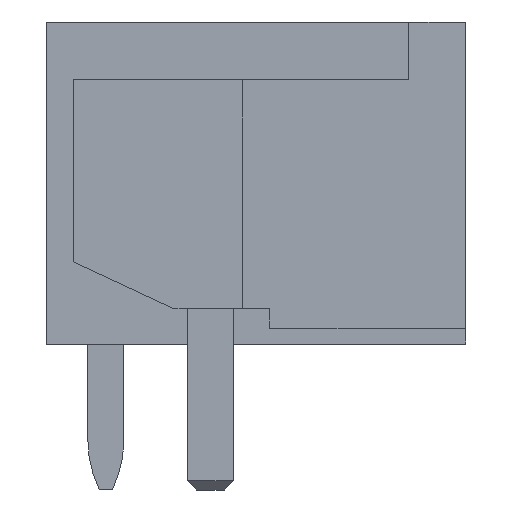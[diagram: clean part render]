
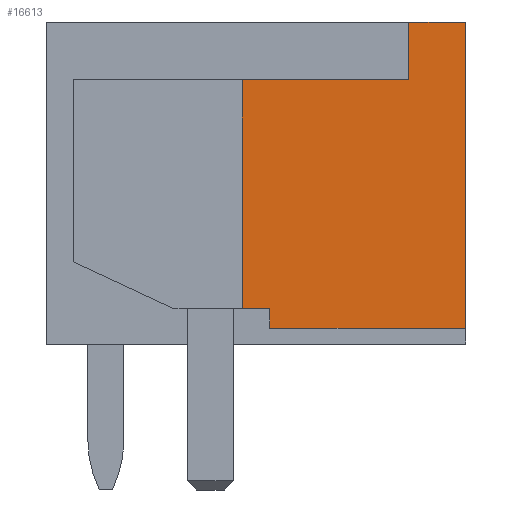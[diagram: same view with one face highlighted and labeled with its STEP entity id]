
A CAD part, left-side view. The second image highlights one B-rep face of the part: STEP entity #16613.
In plain terms, the highlighted planar face has unit normal (-1, 0, 0).
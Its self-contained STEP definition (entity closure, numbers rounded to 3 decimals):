
#16582=AXIS2_PLACEMENT_3D('Plane Axis2P3D',#16579,#16580,#16581) ;
#712=CARTESIAN_POINT('Vertex',(0.,0.,10.27)) ;
#715=CARTESIAN_POINT('Line Origine',(0.,0.,6.91)) ;
#719=CARTESIAN_POINT('Vertex',(0.,0.,3.55)) ;
#2380=CARTESIAN_POINT('Vertex',(0.,1.25,10.27)) ;
#2383=CARTESIAN_POINT('Line Origine',(0.,0.625,10.27)) ;
#16516=CARTESIAN_POINT('Vertex',(0.,4.3,3.55)) ;
#16519=CARTESIAN_POINT('Line Origine',(0.,4.3,3.765)) ;
#16523=CARTESIAN_POINT('Vertex',(0.,4.3,3.98)) ;
#16543=CARTESIAN_POINT('Line Origine',(0.,2.15,3.55)) ;
#16564=CARTESIAN_POINT('Vertex',(0.,1.25,9.)) ;
#16567=CARTESIAN_POINT('Line Origine',(0.,1.25,9.635)) ;
#16579=CARTESIAN_POINT('Axis2P3D Location',(0.,0.,0.)) ;
#16584=CARTESIAN_POINT('Line Origine',(0.,4.6,3.98)) ;
#16588=CARTESIAN_POINT('Vertex',(0.,4.9,3.98)) ;
#16591=CARTESIAN_POINT('Line Origine',(0.,3.075,9.)) ;
#16595=CARTESIAN_POINT('Vertex',(0.,4.9,9.)) ;
#16598=CARTESIAN_POINT('Line Origine',(0.,4.9,6.49)) ;
#716=DIRECTION('Vector Direction',(0.,0.,-1.)) ;
#2384=DIRECTION('Vector Direction',(0.,-1.,0.)) ;
#16520=DIRECTION('Vector Direction',(0.,0.,1.)) ;
#16544=DIRECTION('Vector Direction',(0.,1.,0.)) ;
#16568=DIRECTION('Vector Direction',(0.,0.,1.)) ;
#16580=DIRECTION('Axis2P3D Direction',(-1.,0.,0.)) ;
#16581=DIRECTION('Axis2P3D XDirection',(0.,-1.,0.)) ;
#16585=DIRECTION('Vector Direction',(0.,1.,0.)) ;
#16592=DIRECTION('Vector Direction',(0.,-1.,0.)) ;
#16599=DIRECTION('Vector Direction',(0.,0.,-1.)) ;
#717=VECTOR('Line Direction',#716,1.) ;
#2385=VECTOR('Line Direction',#2384,1.) ;
#16521=VECTOR('Line Direction',#16520,1.) ;
#16545=VECTOR('Line Direction',#16544,1.) ;
#16569=VECTOR('Line Direction',#16568,1.) ;
#16586=VECTOR('Line Direction',#16585,1.) ;
#16593=VECTOR('Line Direction',#16592,1.) ;
#16600=VECTOR('Line Direction',#16599,1.) ;
#16604=ORIENTED_EDGE('',*,*,#16590,.T.) ;
#16605=ORIENTED_EDGE('',*,*,#16525,.T.) ;
#16606=ORIENTED_EDGE('',*,*,#16547,.T.) ;
#16607=ORIENTED_EDGE('',*,*,#721,.T.) ;
#16608=ORIENTED_EDGE('',*,*,#2387,.T.) ;
#16609=ORIENTED_EDGE('',*,*,#16571,.T.) ;
#16610=ORIENTED_EDGE('',*,*,#16597,.T.) ;
#16611=ORIENTED_EDGE('',*,*,#16602,.T.) ;
#16613=ADVANCED_FACE('HOUSING',(#16612),#16583,.T.) ;
#721=EDGE_CURVE('',#720,#713,#718,.F.) ;
#2387=EDGE_CURVE('',#713,#2381,#2386,.F.) ;
#16525=EDGE_CURVE('',#16524,#16517,#16522,.F.) ;
#16547=EDGE_CURVE('',#16517,#720,#16546,.F.) ;
#16571=EDGE_CURVE('',#2381,#16565,#16570,.F.) ;
#16590=EDGE_CURVE('',#16589,#16524,#16587,.F.) ;
#16597=EDGE_CURVE('',#16565,#16596,#16594,.F.) ;
#16602=EDGE_CURVE('',#16596,#16589,#16601,.T.) ;
#16603=EDGE_LOOP('',(#16604,#16605,#16606,#16607,#16608,#16609,#16610,#16611)) ;
#16612=FACE_OUTER_BOUND('',#16603,.T.) ;
#718=LINE('Line',#715,#717) ;
#2386=LINE('Line',#2383,#2385) ;
#16522=LINE('Line',#16519,#16521) ;
#16546=LINE('Line',#16543,#16545) ;
#16570=LINE('Line',#16567,#16569) ;
#16587=LINE('Line',#16584,#16586) ;
#16594=LINE('Line',#16591,#16593) ;
#16601=LINE('Line',#16598,#16600) ;
#16583=PLANE('',#16582) ;
#713=VERTEX_POINT('',#712) ;
#720=VERTEX_POINT('',#719) ;
#2381=VERTEX_POINT('',#2380) ;
#16517=VERTEX_POINT('',#16516) ;
#16524=VERTEX_POINT('',#16523) ;
#16565=VERTEX_POINT('',#16564) ;
#16589=VERTEX_POINT('',#16588) ;
#16596=VERTEX_POINT('',#16595) ;
